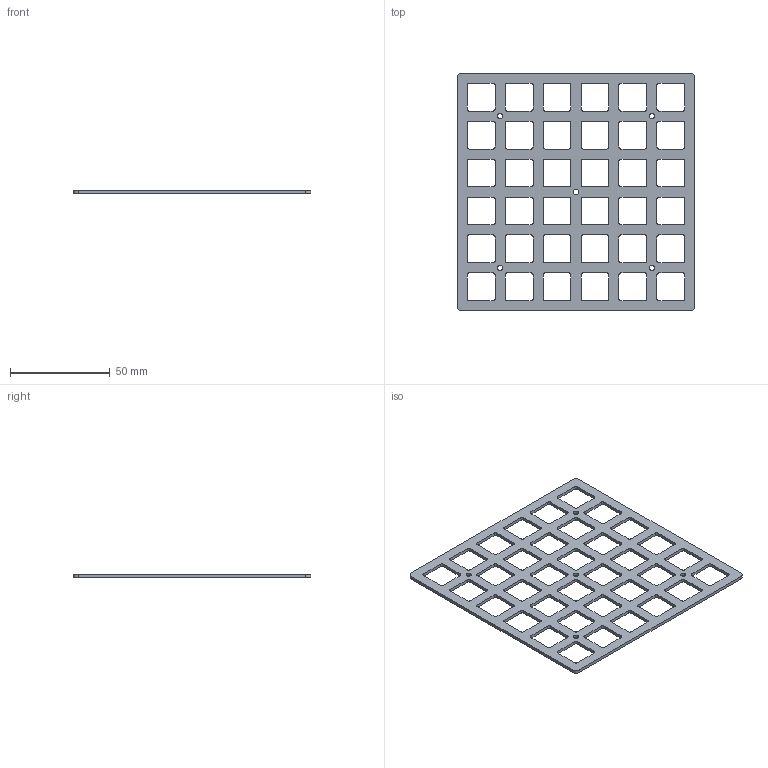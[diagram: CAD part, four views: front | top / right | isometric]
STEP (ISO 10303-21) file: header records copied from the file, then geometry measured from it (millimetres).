
FILE_DESCRIPTION(('KiCad electronic assembly'),'2;1');
FILE_NAME('Plate.step','2022-06-16T17:19:27',('Pcbnew'),('Kicad'), 'Open CASCADE STEP processor 7.6','KiCad to STEP converter','Unknown' );
FILE_SCHEMA(('AUTOMOTIVE_DESIGN { 1 0 10303 214 1 1 1 1 }'));
Length unit declared in the file: millimetre
Products named in the file (2): Plate 1; Plate PCB
Assembly tree (1 placements, depth 2):
  Plate 1
    Plate PCB
Bounding box: 119.38 x 119.38 x 1.6 mm (x, y, z)
Volume: 11507.7 mm3; surface area: 18336.3 mm2
Topology: 1 solids, 1 shells, 303 faces, 903 edges, 602 vertices
Faces by surface type: cylinder 153, plane 150
Full cylindrical faces by diameter (mm): 2.7 x5
Entity records: 22213 total; most frequent: DIRECTION 3625, CARTESIAN_POINT 3616, LINE 2097, VECTOR 2097, ORIENTED_EDGE 1806, PCURVE 1806, DEFINITIONAL_REPRESENTATION 1806, EDGE_CURVE 903
